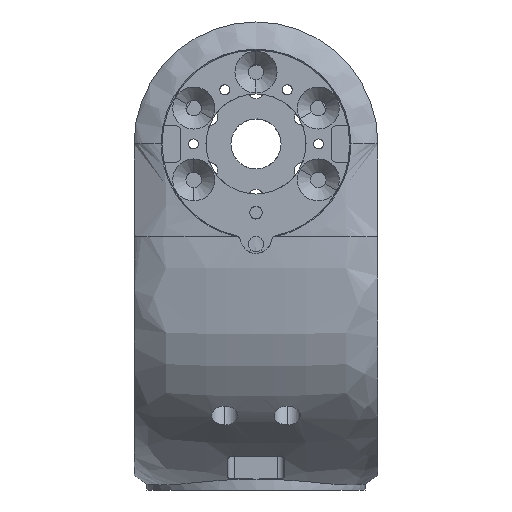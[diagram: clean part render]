
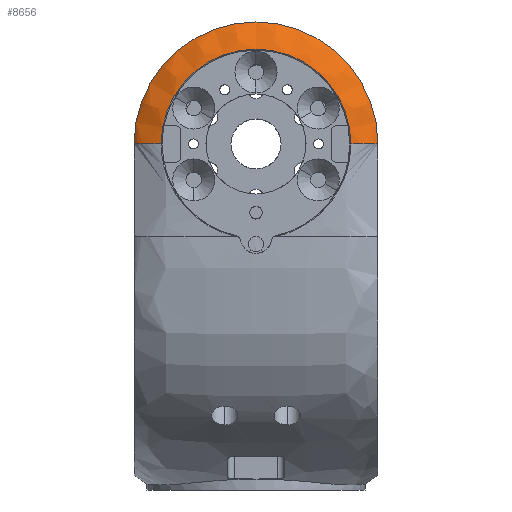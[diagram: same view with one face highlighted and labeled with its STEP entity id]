
A CAD part, front view. The second image highlights one B-rep face of the part: STEP entity #8656.
In plain terms, the highlighted face is a revolution surface.
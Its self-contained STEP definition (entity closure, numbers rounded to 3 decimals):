
#3464=CARTESIAN_POINT('',(-36.086,-301.06,
287.846));
#3465=CARTESIAN_POINT('',(-35.866,-301.297,
287.846));
#3466=CARTESIAN_POINT('',(-35.353,-301.747,
287.846));
#3467=CARTESIAN_POINT('',(-34.36,-302.338,
287.846));
#3468=CARTESIAN_POINT('',(-33.164,-302.828,
287.845));
#3469=CARTESIAN_POINT('',(-32.239,-303.089,
287.845));
#3470=CARTESIAN_POINT('',(-31.749,-303.204,
287.845));
#3472=CARTESIAN_POINT('',(-16.586,-301.06,
287.848));
#3473=DIRECTION('',(0.,-1.,0.));
#3474=DIRECTION('',(0.,0.,1.));
#3475=AXIS2_PLACEMENT_3D('',#3472,#3473,#3474);
#3477=CARTESIAN_POINT('',(-16.586,-301.06,
287.848));
#3478=DIRECTION('',(0.,-1.,0.));
#3479=DIRECTION('',(1.,0.,0.));
#3480=AXIS2_PLACEMENT_3D('',#3477,#3478,#3479);
#3482=CARTESIAN_POINT('',(-1.423,-303.204,
287.841));
#3483=CARTESIAN_POINT('',(-1.374,-303.193,
287.841));
#3484=CARTESIAN_POINT('',(-1.27,-303.168,
287.841));
#3485=CARTESIAN_POINT('',(-1.091,-303.124,
287.841));
#3486=CARTESIAN_POINT('',(-0.893,-303.072,
287.841));
#3487=CARTESIAN_POINT('',(-0.674,-303.011,
287.842));
#3488=CARTESIAN_POINT('',(-0.438,-302.941,
287.842));
#3489=CARTESIAN_POINT('',(-0.184,-302.861,
287.842));
#3490=CARTESIAN_POINT('',(0.086,-302.769,
287.842));
#3491=CARTESIAN_POINT('',(0.371,-302.664,
287.843));
#3492=CARTESIAN_POINT('',(0.664,-302.547,
287.843));
#3493=CARTESIAN_POINT('',(0.984,-302.405,
287.844));
#3494=CARTESIAN_POINT('',(1.248,-302.276,287.844));
#3495=CARTESIAN_POINT('',(1.503,-302.14,287.845));
#3496=CARTESIAN_POINT('',(1.737,-302.004,287.845));
#3497=CARTESIAN_POINT('',(1.953,-301.867,287.845));
#3498=CARTESIAN_POINT('',(2.152,-301.729,287.846));
#3499=CARTESIAN_POINT('',(2.334,-301.592,287.846));
#3500=CARTESIAN_POINT('',(2.501,-301.456,287.846));
#3501=CARTESIAN_POINT('',(2.653,-301.321,287.846));
#3502=CARTESIAN_POINT('',(2.79,-301.189,287.846));
#3503=CARTESIAN_POINT('',(2.874,-301.102,287.846));
#3504=CARTESIAN_POINT('',(2.914,-301.06,287.846));
#3506=CARTESIAN_POINT('',(-16.586,-303.203,
287.842));
#3507=DIRECTION('',(0.,1.,0.));
#3508=DIRECTION('',(-1.,0.,0.));
#3509=AXIS2_PLACEMENT_3D('',#3506,#3507,#3508);
#3685=CARTESIAN_POINT('',(2.914,-301.06,287.846));
#5563=CARTESIAN_POINT('',(-1.423,-303.204,
287.841));
#5565=VERTEX_POINT('',#5563);
#5671=VERTEX_POINT('',#3685);
#5672=CARTESIAN_POINT('',(-16.586,-301.06,
307.348));
#5673=VERTEX_POINT('',#5672);
#5690=VERTEX_POINT('',#3464);
#5691=VERTEX_POINT('',#3470);
#8637=CARTESIAN_POINT('',(-31.662,-303.225,
287.845));
#8638=CARTESIAN_POINT('',(-31.689,-303.219,
287.845));
#8639=CARTESIAN_POINT('',(-33.504,-302.798,
287.844));
#8640=CARTESIAN_POINT('',(-35.124,-302.115,
287.844));
#8641=CARTESIAN_POINT('',(-36.123,-301.02,
287.844));
#8642=CARTESIAN_POINT('',(-36.141,-300.999,
287.844));
#8644=CARTESIAN_POINT('',(-16.586,-303.041,
287.848));
#8645=DIRECTION('',(0.,-1.,0.));
#8646=AXIS1_PLACEMENT('',#8644,#8645);
#8647=SURFACE_OF_REVOLUTION('',#8643,#8646);
#8648=ORIENTED_EDGE('',*,*,#8011,.F.);
#8650=ORIENTED_EDGE('',*,*,#8649,.F.);
#8651=ORIENTED_EDGE('',*,*,#6707,.F.);
#8652=ORIENTED_EDGE('',*,*,#8627,.F.);
#8653=ORIENTED_EDGE('',*,*,#6958,.F.);
#8654=EDGE_LOOP('',(#8648,#8650,#8651,#8652,#8653));
#8655=FACE_OUTER_BOUND('',#8654,.F.);
#8656=ADVANCED_FACE('',(#8655),#8647,.F.);
#3471=B_SPLINE_CURVE_WITH_KNOTS('',3,(#3464,#3465,#3466,#3467,#3468,#3469,
#3470),.UNSPECIFIED.,.F.,.F.,(4,1,1,1,4),(0.,0.25,0.5,0.75,1.),
.UNSPECIFIED.);
#3476=CIRCLE('',#3475,19.499);
#3481=CIRCLE('',#3480,19.499);
#3505=B_SPLINE_CURVE_WITH_KNOTS('',3,(#3482,#3483,#3484,#3485,#3486,#3487,#3488,
#3489,#3490,#3491,#3492,#3493,#3494,#3495,#3496,#3497,#3498,#3499,#3500,#3501,
#3502,#3503,#3504),.UNSPECIFIED.,.F.,.F.,(4,1,1,1,1,1,1,1,1,1,1,1,1,1,1,1,1,1,1,
1,4),(0.,0.05,0.1,0.15,0.2,0.25,0.3,0.35,0.4,0.45,0.5,
0.55,0.6,0.65,0.7,0.75,0.8,0.85,0.9,0.95,1.),.UNSPECIFIED.);
#3510=CIRCLE('',#3509,15.162);
#6707=EDGE_CURVE('',#5671,#5673,#3481,.T.);
#6958=EDGE_CURVE('',#5691,#5565,#3510,.T.);
#8011=EDGE_CURVE('',#5690,#5691,#3471,.T.);
#8627=EDGE_CURVE('',#5565,#5671,#3505,.T.);
#8643=B_SPLINE_CURVE_WITH_KNOTS('',3,(#8637,#8638,#8639,#8640,#8641,#8642),
.UNSPECIFIED.,.F.,.F.,(4,1,1,4),(0.,0.015,0.982,1.),
.UNSPECIFIED.);
#8649=EDGE_CURVE('',#5673,#5690,#3476,.T.);
